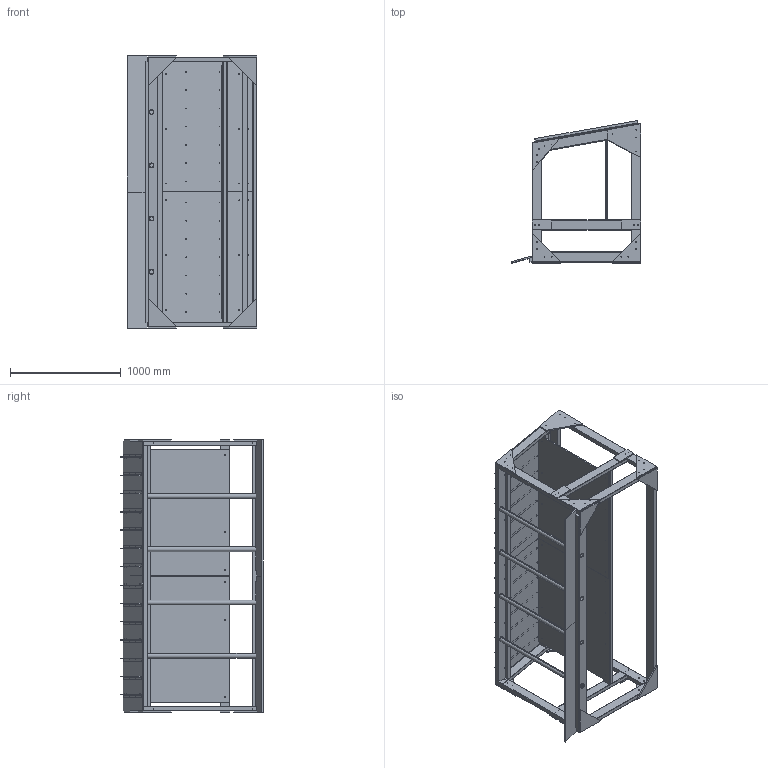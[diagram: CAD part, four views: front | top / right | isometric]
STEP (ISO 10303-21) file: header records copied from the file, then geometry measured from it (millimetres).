
FILE_DESCRIPTION (( 'STEP AP214' ), '1' );
FILE_NAME ('TE-22401.STEP', '2022-01-06T04:40:18', ( '' ), ( '' ), 'SwSTEP 2.0', 'SolidWorks 2019', '' );
FILE_SCHEMA (( 'AUTOMOTIVE_DESIGN' ));
Length unit declared in the file: inch
Products named in the file (28): TE-22415-05; TE-22417; TE-22414-01_Holes; TE-22411_Practice Field; TE-22407_Practice Field; TE-22413; TE-22415-06; TE-22416-04_Holes; TE-22418; TE-22410_Practice Field; TE-22416-01_Practice Field; TE-22414-03_Practice Field; TE-22416-02_No Holes; TE-22414-02_Practice Field; TE-22414_Practice Field; TE-22409_Holes; TE-22415-04_No Holes; TE-22401; TE-22412; TE-22416-03; TE-22415-01; TE-22415_Half; TE-22415-03_Holes; TE-22408_Practice Field; TE-22406; TE-22416_Half; TE-22419
Assembly tree (63 placements, depth 3):
  TE-22401
    TE-22417
      TE-22418
      TE-22419  x7
    TE-22415_Half
      TE-22415-01  x2
      TE-22415-03_Holes  x4
      TE-22415-04_No Holes
      TE-22415-05
      TE-22415-06
    TE-22416_Half
      TE-22416-01_Practice Field  x2
      TE-22416-02_No Holes  x2
      TE-22416-03
      TE-22416-04_Holes
    TE-22414_Practice Field
      TE-22414-03_Practice Field  x4
      TE-22414-02_Practice Field  x2
      TE-22414-01_Holes
    TE-22406  x2
    TE-22407_Practice Field  x2
    TE-22408_Practice Field  x2
    TE-22409_Holes  x4
    TE-22410_Practice Field  x2
    TE-22411_Practice Field  x2
    TE-22412  x2
    TE-22413  x4
    TE-22417
      TE-22418
      TE-22419  x7
Bounding box: 1175.75 x 1288.3 x 2463.01 mm (x, y, z)
Volume: 144731109.9 mm3; surface area: 20831075.6 mm2
Topology: 58 solids, 58 shells, 1056 faces, 2708 edges, 1768 vertices
Faces by surface type: cylinder 638, plane 418
Entity records: 15319 total; most frequent: DIRECTION 2629, CARTESIAN_POINT 2397, ORIENTED_EDGE 2234, EDGE_CURVE 1117, AXIS2_PLACEMENT_3D 1038, VERTEX_POINT 742, EDGE_LOOP 655, LINE 553
